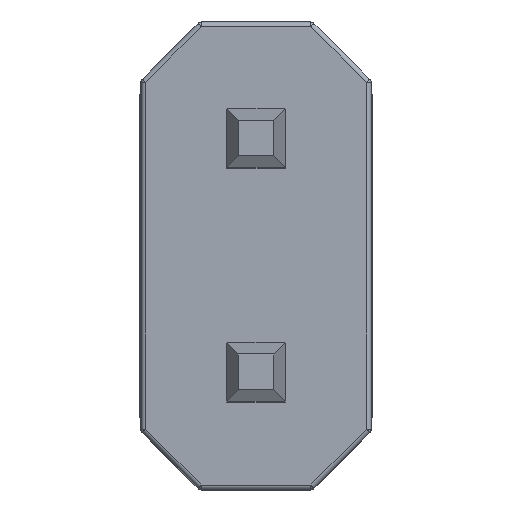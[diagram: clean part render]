
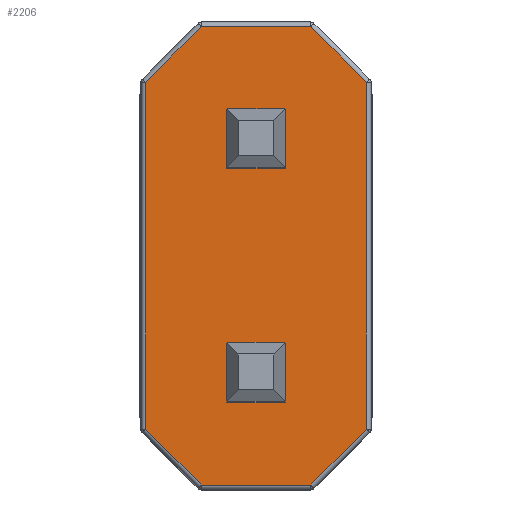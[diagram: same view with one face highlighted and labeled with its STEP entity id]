
A CAD part, top view. The second image highlights one B-rep face of the part: STEP entity #2206.
In plain terms, the highlighted planar face has unit normal (0, 0, 1).
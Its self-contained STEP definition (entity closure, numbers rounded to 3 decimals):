
#84=FACE_BOUND('',#378,.T.);
#85=FACE_BOUND('',#379,.T.);
#255=FACE_OUTER_BOUND('',#377,.T.);
#377=EDGE_LOOP('',(#1706,#1707,#1708,#1709,#1710,#1711,#1712,#1713));
#378=EDGE_LOOP('',(#1714,#1715,#1716,#1717,#1718,#1719,#1720,#1721,#1722,
#1723,#1724,#1725));
#379=EDGE_LOOP('',(#1726,#1727,#1728,#1729,#1730,#1731,#1732,#1733,#1734,
#1735,#1736,#1737));
#418=LINE('',#3154,#634);
#426=LINE('',#3172,#642);
#434=LINE('',#3190,#650);
#445=LINE('',#3220,#661);
#472=LINE('',#3289,#688);
#475=LINE('',#3295,#691);
#476=LINE('',#3297,#692);
#478=LINE('',#3300,#694);
#480=LINE('',#3304,#696);
#485=LINE('',#3313,#701);
#487=LINE('',#3319,#703);
#493=LINE('',#3331,#709);
#495=LINE('',#3337,#711);
#501=LINE('',#3349,#717);
#503=LINE('',#3354,#719);
#507=LINE('',#3361,#723);
#509=LINE('',#3366,#725);
#513=LINE('',#3373,#729);
#540=LINE('',#3496,#756);
#543=LINE('',#3528,#759);
#546=LINE('',#3551,#762);
#547=LINE('',#3559,#763);
#549=LINE('',#3562,#765);
#552=LINE('',#3568,#768);
#564=LINE('',#3586,#780);
#571=LINE('',#3597,#787);
#578=LINE('',#3610,#794);
#579=LINE('',#3611,#795);
#580=LINE('',#3612,#796);
#581=LINE('',#3613,#797);
#582=LINE('',#3614,#798);
#583=LINE('',#3615,#799);
#634=VECTOR('',#2514,10.);
#642=VECTOR('',#2526,10.);
#650=VECTOR('',#2538,10.);
#661=VECTOR('',#2565,10.);
#688=VECTOR('',#2642,10.);
#691=VECTOR('',#2647,10.);
#692=VECTOR('',#2650,10.);
#694=VECTOR('',#2654,10.);
#696=VECTOR('',#2658,10.);
#701=VECTOR('',#2665,10.);
#703=VECTOR('',#2669,10.);
#709=VECTOR('',#2677,10.);
#711=VECTOR('',#2681,10.);
#717=VECTOR('',#2689,10.);
#719=VECTOR('',#2693,10.);
#723=VECTOR('',#2699,10.);
#725=VECTOR('',#2703,10.);
#729=VECTOR('',#2709,10.);
#756=VECTOR('',#2840,10.);
#759=VECTOR('',#2879,10.);
#762=VECTOR('',#2908,10.);
#763=VECTOR('',#2919,10.);
#765=VECTOR('',#2923,10.);
#768=VECTOR('',#2932,10.);
#780=VECTOR('',#2956,10.);
#787=VECTOR('',#2971,10.);
#794=VECTOR('',#2990,10.);
#795=VECTOR('',#2991,10.);
#796=VECTOR('',#2992,10.);
#797=VECTOR('',#2993,10.);
#798=VECTOR('',#2994,10.);
#799=VECTOR('',#2995,10.);
#850=VERTEX_POINT('',#3152);
#851=VERTEX_POINT('',#3153);
#858=VERTEX_POINT('',#3170);
#859=VERTEX_POINT('',#3171);
#866=VERTEX_POINT('',#3188);
#867=VERTEX_POINT('',#3189);
#872=VERTEX_POINT('',#3203);
#878=VERTEX_POINT('',#3219);
#895=VERTEX_POINT('',#3287);
#897=VERTEX_POINT('',#3293);
#898=VERTEX_POINT('',#3303);
#901=VERTEX_POINT('',#3311);
#902=VERTEX_POINT('',#3315);
#904=VERTEX_POINT('',#3318);
#907=VERTEX_POINT('',#3325);
#909=VERTEX_POINT('',#3329);
#910=VERTEX_POINT('',#3333);
#912=VERTEX_POINT('',#3336);
#915=VERTEX_POINT('',#3343);
#917=VERTEX_POINT('',#3347);
#918=VERTEX_POINT('',#3351);
#921=VERTEX_POINT('',#3358);
#922=VERTEX_POINT('',#3363);
#925=VERTEX_POINT('',#3370);
#958=VERTEX_POINT('',#3464);
#963=VERTEX_POINT('',#3477);
#969=VERTEX_POINT('',#3491);
#975=VERTEX_POINT('',#3511);
#980=VERTEX_POINT('',#3524);
#985=VERTEX_POINT('',#3540);
#987=VERTEX_POINT('',#3546);
#989=VERTEX_POINT('',#3555);
#1026=EDGE_CURVE('',#850,#851,#418,.T.);
#1034=EDGE_CURVE('',#858,#859,#426,.T.);
#1042=EDGE_CURVE('',#866,#867,#434,.T.);
#1058=EDGE_CURVE('',#878,#872,#445,.T.);
#1096=EDGE_CURVE('',#872,#895,#472,.T.);
#1099=EDGE_CURVE('',#851,#897,#475,.T.);
#1100=EDGE_CURVE('',#895,#850,#476,.T.);
#1102=EDGE_CURVE('',#897,#858,#478,.T.);
#1104=EDGE_CURVE('',#898,#866,#480,.T.);
#1109=EDGE_CURVE('',#867,#901,#485,.T.);
#1111=EDGE_CURVE('',#904,#902,#487,.T.);
#1117=EDGE_CURVE('',#907,#909,#493,.T.);
#1119=EDGE_CURVE('',#912,#910,#495,.T.);
#1125=EDGE_CURVE('',#915,#917,#501,.T.);
#1127=EDGE_CURVE('',#917,#918,#503,.T.);
#1131=EDGE_CURVE('',#921,#904,#507,.T.);
#1133=EDGE_CURVE('',#909,#922,#509,.T.);
#1137=EDGE_CURVE('',#925,#912,#513,.T.);
#1196=EDGE_CURVE('',#958,#969,#540,.T.);
#1211=EDGE_CURVE('',#969,#980,#543,.T.);
#1223=EDGE_CURVE('',#980,#987,#546,.T.);
#1227=EDGE_CURVE('',#987,#989,#547,.T.);
#1229=EDGE_CURVE('',#989,#985,#549,.T.);
#1232=EDGE_CURVE('',#985,#975,#552,.T.);
#1244=EDGE_CURVE('',#975,#963,#564,.T.);
#1251=EDGE_CURVE('',#963,#958,#571,.T.);
#1258=EDGE_CURVE('',#859,#898,#578,.T.);
#1259=EDGE_CURVE('',#901,#878,#579,.T.);
#1260=EDGE_CURVE('',#921,#918,#580,.T.);
#1261=EDGE_CURVE('',#907,#902,#581,.T.);
#1262=EDGE_CURVE('',#925,#922,#582,.T.);
#1263=EDGE_CURVE('',#915,#910,#583,.T.);
#1706=ORIENTED_EDGE('',*,*,#1196,.F.);
#1707=ORIENTED_EDGE('',*,*,#1251,.F.);
#1708=ORIENTED_EDGE('',*,*,#1244,.F.);
#1709=ORIENTED_EDGE('',*,*,#1232,.F.);
#1710=ORIENTED_EDGE('',*,*,#1229,.F.);
#1711=ORIENTED_EDGE('',*,*,#1227,.F.);
#1712=ORIENTED_EDGE('',*,*,#1223,.F.);
#1713=ORIENTED_EDGE('',*,*,#1211,.F.);
#1714=ORIENTED_EDGE('',*,*,#1100,.T.);
#1715=ORIENTED_EDGE('',*,*,#1026,.T.);
#1716=ORIENTED_EDGE('',*,*,#1099,.T.);
#1717=ORIENTED_EDGE('',*,*,#1102,.T.);
#1718=ORIENTED_EDGE('',*,*,#1034,.T.);
#1719=ORIENTED_EDGE('',*,*,#1258,.T.);
#1720=ORIENTED_EDGE('',*,*,#1104,.T.);
#1721=ORIENTED_EDGE('',*,*,#1042,.T.);
#1722=ORIENTED_EDGE('',*,*,#1109,.T.);
#1723=ORIENTED_EDGE('',*,*,#1259,.T.);
#1724=ORIENTED_EDGE('',*,*,#1058,.T.);
#1725=ORIENTED_EDGE('',*,*,#1096,.T.);
#1726=ORIENTED_EDGE('',*,*,#1127,.T.);
#1727=ORIENTED_EDGE('',*,*,#1260,.F.);
#1728=ORIENTED_EDGE('',*,*,#1131,.T.);
#1729=ORIENTED_EDGE('',*,*,#1111,.T.);
#1730=ORIENTED_EDGE('',*,*,#1261,.F.);
#1731=ORIENTED_EDGE('',*,*,#1117,.T.);
#1732=ORIENTED_EDGE('',*,*,#1133,.T.);
#1733=ORIENTED_EDGE('',*,*,#1262,.F.);
#1734=ORIENTED_EDGE('',*,*,#1137,.T.);
#1735=ORIENTED_EDGE('',*,*,#1119,.T.);
#1736=ORIENTED_EDGE('',*,*,#1263,.F.);
#1737=ORIENTED_EDGE('',*,*,#1125,.T.);
#1969=PLANE('',#2452);
#2206=ADVANCED_FACE('',(#255,#84,#85),#1969,.T.);
#2452=AXIS2_PLACEMENT_3D('',#3609,#2988,#2989);
#2514=DIRECTION('',(0.,-1.,0.));
#2526=DIRECTION('',(-1.,0.,0.));
#2538=DIRECTION('',(0.,1.,0.));
#2565=DIRECTION('',(1.,0.,0.));
#2642=DIRECTION('',(1.,0.,0.));
#2647=DIRECTION('',(0.,-1.,0.));
#2650=DIRECTION('',(0.,-1.,0.));
#2654=DIRECTION('',(-1.,0.,0.));
#2658=DIRECTION('',(0.,1.,0.));
#2665=DIRECTION('',(0.,1.,0.));
#2669=DIRECTION('',(1.,0.,0.));
#2677=DIRECTION('',(1.,0.,0.));
#2681=DIRECTION('',(-1.,0.,0.));
#2689=DIRECTION('',(-1.,0.,0.));
#2693=DIRECTION('',(0.,1.,0.));
#2699=DIRECTION('',(0.,1.,0.));
#2703=DIRECTION('',(0.,-1.,0.));
#2709=DIRECTION('',(0.,-1.,0.));
#2840=DIRECTION('',(0.707,0.707,0.));
#2879=DIRECTION('',(1.,0.,0.));
#2908=DIRECTION('',(0.707,-0.707,0.));
#2919=DIRECTION('',(0.,-1.,0.));
#2923=DIRECTION('',(-0.707,-0.707,0.));
#2932=DIRECTION('',(-1.,0.,0.));
#2956=DIRECTION('',(-0.707,0.707,0.));
#2971=DIRECTION('',(0.,1.,0.));
#2988=DIRECTION('center_axis',(0.,0.,
1.));
#2989=DIRECTION('ref_axis',(1.,0.,0.));
#2990=DIRECTION('',(-1.,0.,0.));
#2991=DIRECTION('',(1.,0.,0.));
#2992=DIRECTION('',(0.,-1.,0.));
#2993=DIRECTION('',(-1.,0.,0.));
#2994=DIRECTION('',(0.,1.,0.));
#2995=DIRECTION('',(1.,0.,0.));
#3152=CARTESIAN_POINT('',(0.32,2.832,2.5));
#3153=CARTESIAN_POINT('',(0.32,2.243,2.5));
#3154=CARTESIAN_POINT('',(0.32,2.063,2.5));
#3170=CARTESIAN_POINT('',(0.295,2.218,2.5));
#3171=CARTESIAN_POINT('',(-0.295,2.218,2.5));
#3172=CARTESIAN_POINT('',(0.16,2.218,2.5));
#3188=CARTESIAN_POINT('',(-0.32,2.243,2.5));
#3189=CARTESIAN_POINT('',(-0.32,2.832,2.5));
#3190=CARTESIAN_POINT('',(-0.32,1.743,2.5));
#3203=CARTESIAN_POINT('',(0.295,2.858,2.5));
#3219=CARTESIAN_POINT('',(-0.295,2.858,2.5));
#3220=CARTESIAN_POINT('',(-0.16,2.858,2.5));
#3287=CARTESIAN_POINT('',(0.32,2.858,2.5));
#3289=CARTESIAN_POINT('',(-0.16,2.858,2.5));
#3293=CARTESIAN_POINT('',(0.32,2.218,2.5));
#3295=CARTESIAN_POINT('',(0.32,2.063,2.5));
#3297=CARTESIAN_POINT('',(0.32,2.063,2.5));
#3300=CARTESIAN_POINT('',(0.16,2.218,2.5));
#3303=CARTESIAN_POINT('',(-0.32,2.218,2.5));
#3304=CARTESIAN_POINT('',(-0.32,1.743,2.5));
#3311=CARTESIAN_POINT('',(-0.32,2.858,2.5));
#3313=CARTESIAN_POINT('',(-0.32,1.743,2.5));
#3315=CARTESIAN_POINT('',(-0.295,0.318,2.5));
#3318=CARTESIAN_POINT('',(-0.32,0.317,2.5));
#3319=CARTESIAN_POINT('',(-0.16,0.317,2.5));
#3325=CARTESIAN_POINT('',(0.295,0.317,2.5));
#3329=CARTESIAN_POINT('',(0.32,0.317,2.5));
#3331=CARTESIAN_POINT('',(-0.16,0.317,2.5));
#3333=CARTESIAN_POINT('',(0.295,-0.323,2.5));
#3336=CARTESIAN_POINT('',(0.32,-0.323,2.5));
#3337=CARTESIAN_POINT('',(0.16,-0.323,2.5));
#3343=CARTESIAN_POINT('',(-0.295,-0.323,2.5));
#3347=CARTESIAN_POINT('',(-0.32,-0.323,2.5));
#3349=CARTESIAN_POINT('',(0.16,-0.323,2.5));
#3351=CARTESIAN_POINT('',(-0.32,-0.297,2.5));
#3354=CARTESIAN_POINT('',(-0.32,0.472,2.5));
#3358=CARTESIAN_POINT('',(-0.32,0.292,2.5));
#3361=CARTESIAN_POINT('',(-0.32,0.472,2.5));
#3363=CARTESIAN_POINT('',(0.32,0.292,2.5));
#3366=CARTESIAN_POINT('',(0.32,0.792,2.5));
#3370=CARTESIAN_POINT('',(0.32,-0.297,2.5));
#3373=CARTESIAN_POINT('',(0.32,0.792,2.5));
#3464=CARTESIAN_POINT('',(-1.2,3.152,2.5));
#3477=CARTESIAN_POINT('',(-1.2,-0.617,2.5));
#3491=CARTESIAN_POINT('',(-0.594,3.758,2.5));
#3496=CARTESIAN_POINT('',(-1.22,3.132,2.5));
#3511=CARTESIAN_POINT('',(-0.594,-1.223,2.5));
#3524=CARTESIAN_POINT('',(0.594,3.758,2.5));
#3528=CARTESIAN_POINT('',(0.625,3.758,2.5));
#3540=CARTESIAN_POINT('',(0.594,-1.223,2.5));
#3546=CARTESIAN_POINT('',(1.2,3.152,2.5));
#3551=CARTESIAN_POINT('',(1.22,3.132,2.5));
#3555=CARTESIAN_POINT('',(1.2,-0.617,2.5));
#3559=CARTESIAN_POINT('',(1.2,-0.003,2.5));
#3562=CARTESIAN_POINT('',(1.22,-0.597,2.5));
#3568=CARTESIAN_POINT('',(-0.625,-1.223,2.5));
#3586=CARTESIAN_POINT('',(-1.22,-0.597,2.5));
#3597=CARTESIAN_POINT('',(-1.2,2.538,2.5));
#3609=CARTESIAN_POINT('Origin',(0.,1.268,2.5));
#3610=CARTESIAN_POINT('',(0.16,2.218,2.5));
#3611=CARTESIAN_POINT('',(-0.16,2.858,2.5));
#3612=CARTESIAN_POINT('',(-0.32,0.632,2.5));
#3613=CARTESIAN_POINT('',(0.,0.318,2.5));
#3614=CARTESIAN_POINT('',(0.32,0.632,2.5));
#3615=CARTESIAN_POINT('',(0.,-0.323,2.5));
